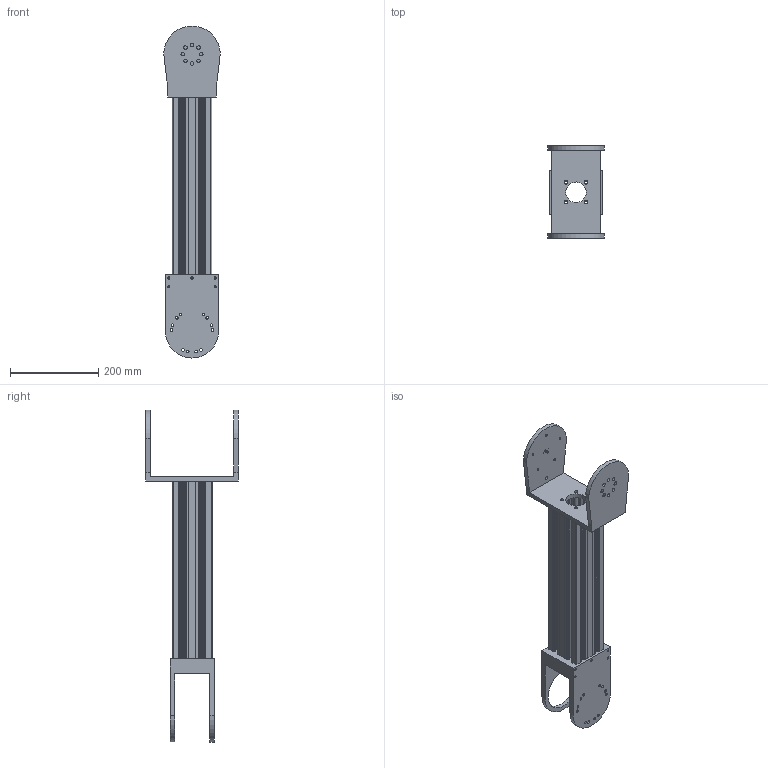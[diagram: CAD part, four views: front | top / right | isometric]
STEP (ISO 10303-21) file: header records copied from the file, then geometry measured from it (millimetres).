
FILE_DESCRIPTION(/* description */ (''),/* implementation_level */ '2;1');
FILE_NAME(/* name */ 'Link_2.step',/* time_stamp */ '2023-03-26T01:57:56-04:00',/* author */ (''),/* organization */ (''),/* preprocessor_version */ 'ST-DEVELOPER v19.2',/* originating_system */ 'Autodesk Translation Framework v11.17.0.187',/* authorisation */ '');
FILE_SCHEMA (('AUTOMOTIVE_DESIGN { 1 0 10303 214 3 1 1 }'));
Length unit declared in the file: millimetre
Products named in the file (1): URDF - 2
Bounding box: 128 x 209.5 x 752.8 mm (x, y, z)
Volume: 1774082 mm3; surface area: 808428.6 mm2
Topology: 1 solids, 9 shells, 880 faces, 2402 edges, 1580 vertices
Faces by surface type: plane 536, cylinder 344
Full cylindrical faces by diameter (mm): 1.8 x2, 3.5 x2, 4.234 x16, 5 x11, 5.1 x10, 6 x1, 6.1 x12, 7 x1, 8 x13, 8.1 x4, 18 x1, 47 x2, 100 x1
Entity records: 28134 total; most frequent: DIRECTION 5000, CARTESIAN_POINT 4863, ORIENTED_EDGE 4804, EDGE_CURVE 2402, AXIS2_PLACEMENT_3D 1717, VERTEX_POINT 1580, LINE 1566, VECTOR 1566
